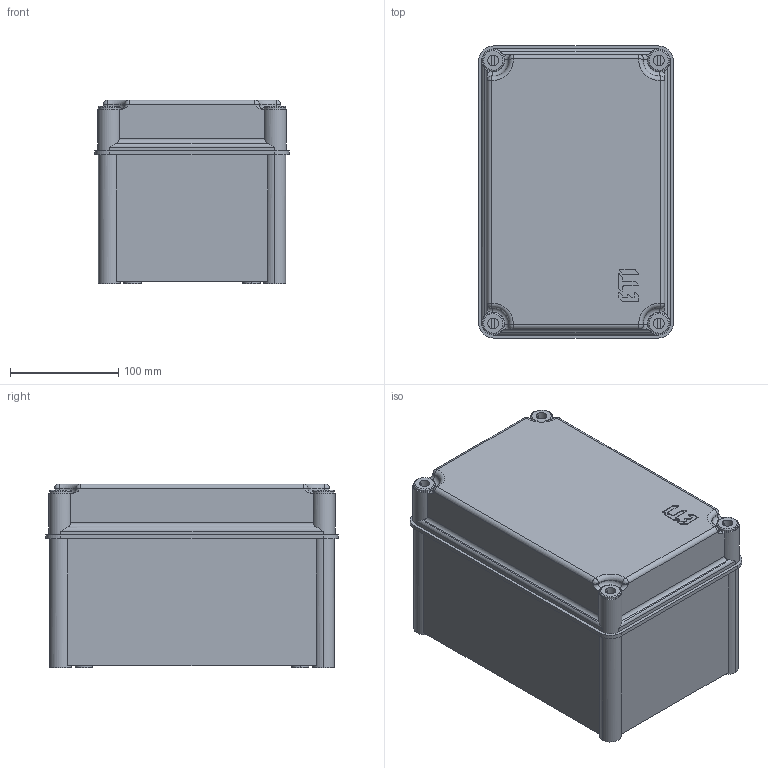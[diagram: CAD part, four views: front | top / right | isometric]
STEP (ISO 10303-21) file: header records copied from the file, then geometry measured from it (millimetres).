
FILE_DESCRIPTION((''),'2;1');
FILE_NAME('001102500_SB-32_ASM','2021-11-04T',('marketing.praksa'),('Audax d.o.o.'),'CREO PARAMETRIC BY PTC INC, 2017480','CREO PARAMETRIC BY PTC INC, 2017480','');
FILE_SCHEMA(('AUTOMOTIVE_DESIGN { 1 0 10303 214 1 1 1 1 }'));
Products named in the file (16): PRT0148_1_1_2_1_1; PRT0147_1_1_1_1_1_1; PRT0147_1_2_1_1_1_1; PRT0147_1_3_1_1_1_1; PRT2868_1_1_1_2_1_1; PRT0131_1_1_1_1_1; PRT0132_1_1_1_1_1; PRT0130_1_1_1_1_1; PRT0134_1_1_1_1_1; BOTTOM_32-MERGED_1; PRT0145_1_1_1_1_1; PRT0144_1_1_1_1_1; MOUNTING-PLATE-SCREW_1_1_1_1_1; PRT0146_1_1_1_1_1; PRT0143_1_1_1_3_1_1; 001102500_SB-32_ASM
Assembly tree (15 placements, depth 2):
  001102500_SB-32_ASM
    PRT0148_1_1_2_1_1
    PRT0147_1_1_1_1_1_1
    PRT0147_1_2_1_1_1_1
    PRT0147_1_3_1_1_1_1
    PRT2868_1_1_1_2_1_1
    PRT0131_1_1_1_1_1
    PRT0132_1_1_1_1_1
    PRT0130_1_1_1_1_1
    PRT0134_1_1_1_1_1
    BOTTOM_32-MERGED_1
    PRT0145_1_1_1_1_1
    PRT0144_1_1_1_1_1
    MOUNTING-PLATE-SCREW_1_1_1_1_1
    PRT0146_1_1_1_1_1
    PRT0143_1_1_1_3_1_1
Bounding box: 180 x 270 x 170 mm (x, y, z)
Volume: 1073279.8 mm3; surface area: 596157.1 mm2
Topology: 15 solids, 15 shells, 730 faces, 2078 edges, 1402 vertices
Faces by surface type: plane 378, cylinder 244, cone 56, torus 28, revolution 16, sphere 8
Entity records: 33135 total; most frequent: CARTESIAN_POINT 6016, DIRECTION 4146, ORIENTED_EDGE 4140, PRESENTATION_STYLE_ASSIGNMENT 2085, STYLED_ITEM 2085, CURVE_STYLE 2070, EDGE_CURVE 2070, AXIS2_PLACEMENT_3D 1577
